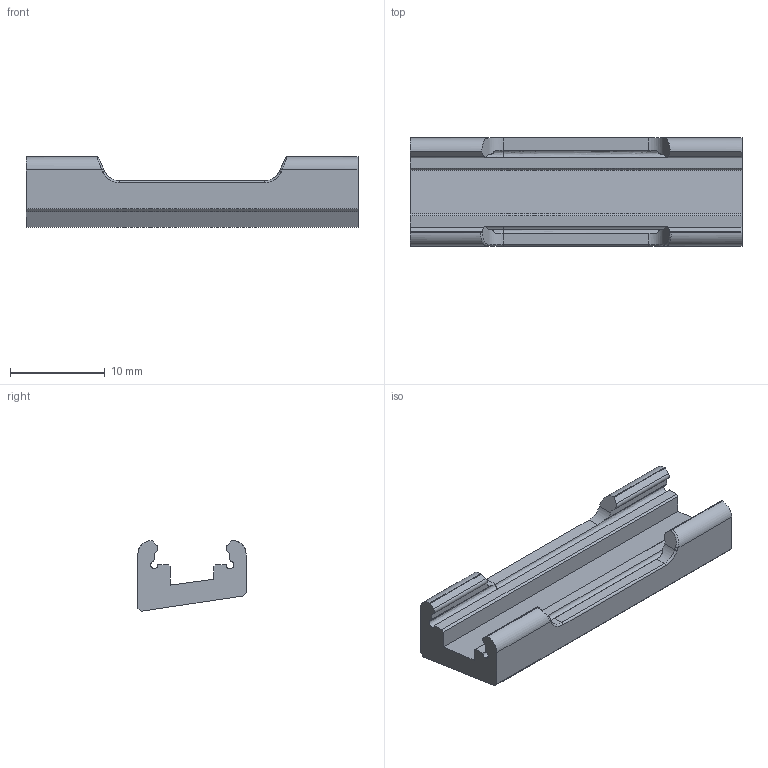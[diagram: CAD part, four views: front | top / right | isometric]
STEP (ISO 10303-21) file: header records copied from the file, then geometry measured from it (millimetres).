
FILE_DESCRIPTION(('HOOPS Exchange Step'),'2;1');
FILE_NAME('usb cameraV1.stp','2026-01-22T12:45:10+08:00',('xdlye'),('Unknown organisation'),'HOOPS Exchange 2025.8','HOOPS Exchange','Unknown authorisation');
FILE_SCHEMA( ('AP203_CONFIGURATION_CONTROLLED_3D_DESIGN_OF_MECHANICAL_PARTS_AND_ASSEMBLIES_MIM_LF') );
Length unit declared in the file: millimetre
Products named in the file (1): root
Bounding box: 35 x 11.4 x 7.43 mm (x, y, z)
Volume: 1444.6 mm3; surface area: 1500 mm2
Topology: 1 solids, 1 shells, 71 faces, 197 edges, 128 vertices
Faces by surface type: plane 40, cylinder 21, bspline 8, torus 2
Entity records: 3148 total; most frequent: CARTESIAN_POINT 1324, ORIENTED_EDGE 394, DIRECTION 361, EDGE_CURVE 197, VECTOR 135, LINE 135, VERTEX_POINT 128, AXIS2_PLACEMENT_3D 113
